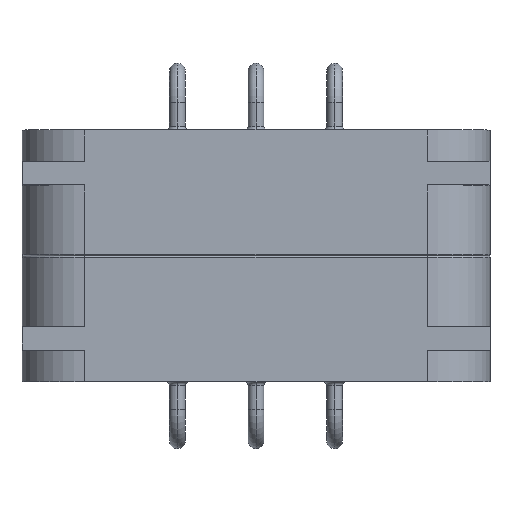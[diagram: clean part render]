
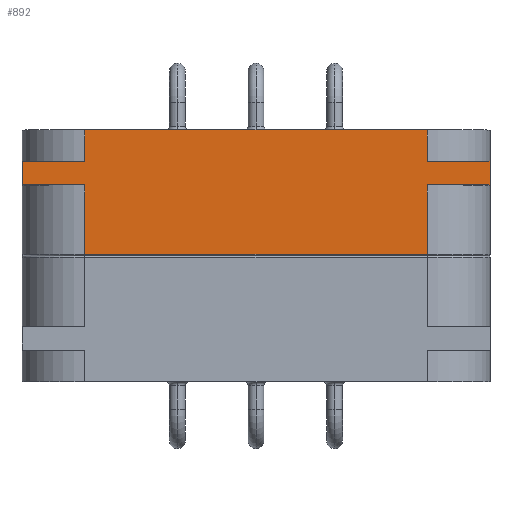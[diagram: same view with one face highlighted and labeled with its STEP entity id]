
A CAD part, top view. The second image highlights one B-rep face of the part: STEP entity #892.
In plain terms, the highlighted planar face has unit normal (0, 0, 1).
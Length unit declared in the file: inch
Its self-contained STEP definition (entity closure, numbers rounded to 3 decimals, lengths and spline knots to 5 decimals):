
#120 = FACE_OUTER_BOUND ( 'NONE', #4660, .T. ) ;
#199 = EDGE_CURVE ( 'NONE', #3504, #3609, #5617, .T. ) ;
#213 = CARTESIAN_POINT ( 'NONE',  ( 0.2175, 0.09, 0.08 ) ) ;
#266 = DIRECTION ( 'NONE',  ( 1., 0., 0. ) ) ;
#297 = VECTOR ( 'NONE', #4123, 39.37008 ) ;
#305 = LINE ( 'NONE', #4254, #4396 ) ;
#329 = EDGE_CURVE ( 'NONE', #5217, #5084, #5764, .T. ) ;
#508 = DIRECTION ( 'NONE',  ( 1., 0., 0. ) ) ;
#512 = VERTEX_POINT ( 'NONE', #6406 ) ;
#550 = VECTOR ( 'NONE', #2565, 39.37008 ) ;
#652 = VERTEX_POINT ( 'NONE', #4536 ) ;
#689 = CARTESIAN_POINT ( 'NONE',  ( 0.2175, 0.12, 0.08 ) ) ;
#819 = CARTESIAN_POINT ( 'NONE',  ( -0.2175, 0.09, 0.08 ) ) ;
#834 = ORIENTED_EDGE ( 'NONE', *, *, #329, .F. ) ;
#892 = ADVANCED_FACE ( 'NONE', ( #120 ), #4800, .F. ) ;
#922 = VERTEX_POINT ( 'NONE', #689 ) ;
#961 = ORIENTED_EDGE ( 'NONE', *, *, #5915, .T. ) ;
#1036 = VECTOR ( 'NONE', #4772, 39.37008 ) ;
#1046 = CARTESIAN_POINT ( 'NONE',  ( 0.2975, 0.12, 0.08 ) ) ;
#1065 = VECTOR ( 'NONE', #4031, 39.37008 ) ;
#1082 = ORIENTED_EDGE ( 'NONE', *, *, #5584, .T. ) ;
#1260 = VECTOR ( 'NONE', #508, 39.37008 ) ;
#1274 = CARTESIAN_POINT ( 'NONE',  ( -0.2175, 0.002, 0.08 ) ) ;
#1418 = CARTESIAN_POINT ( 'NONE',  ( -0.2175, 0.09, 0.08 ) ) ;
#1438 = VERTEX_POINT ( 'NONE', #3220 ) ;
#1449 = CARTESIAN_POINT ( 'NONE',  ( 0.2175, 0.16, 0.08 ) ) ;
#1488 = CARTESIAN_POINT ( 'NONE',  ( 0.2175, 0.09, 0.08 ) ) ;
#1638 = LINE ( 'NONE', #3645, #297 ) ;
#1960 = CARTESIAN_POINT ( 'NONE',  ( 0.2175, 0.16, 0.08 ) ) ;
#1992 = ORIENTED_EDGE ( 'NONE', *, *, #4499, .F. ) ;
#2016 = EDGE_CURVE ( 'NONE', #922, #2920, #2961, .T. ) ;
#2019 = VECTOR ( 'NONE', #6167, 39.37008 ) ;
#2520 = LINE ( 'NONE', #2562, #3125 ) ;
#2542 = CARTESIAN_POINT ( 'NONE',  ( -0.2175, 0.16, 0.08 ) ) ;
#2562 = CARTESIAN_POINT ( 'NONE',  ( -0.2975, 0.12, 0.08 ) ) ;
#2565 = DIRECTION ( 'NONE',  ( 0., -1., 0. ) ) ;
#2583 = AXIS2_PLACEMENT_3D ( 'NONE', #5760, #2793, #6243 ) ;
#2591 = LINE ( 'NONE', #3454, #1260 ) ;
#2665 = CARTESIAN_POINT ( 'NONE',  ( -0.2175, 0.12, 0.08 ) ) ;
#2793 = DIRECTION ( 'NONE',  ( 0., 0., -1. ) ) ;
#2817 = CARTESIAN_POINT ( 'NONE',  ( -0.2975, 0.12, 0.08 ) ) ;
#2920 = VERTEX_POINT ( 'NONE', #1046 ) ;
#2961 = LINE ( 'NONE', #2817, #1036 ) ;
#2971 = VECTOR ( 'NONE', #5249, 39.37008 ) ;
#3125 = VECTOR ( 'NONE', #6000, 39.37008 ) ;
#3160 = EDGE_CURVE ( 'NONE', #3348, #3240, #305, .T. ) ;
#3220 = CARTESIAN_POINT ( 'NONE',  ( 0.2975, 0.09, 0.08 ) ) ;
#3240 = VERTEX_POINT ( 'NONE', #1418 ) ;
#3300 = ORIENTED_EDGE ( 'NONE', *, *, #3487, .T. ) ;
#3348 = VERTEX_POINT ( 'NONE', #5370 ) ;
#3445 = CARTESIAN_POINT ( 'NONE',  ( -0.2975, 0.12, 0.08 ) ) ;
#3454 = CARTESIAN_POINT ( 'NONE',  ( -0.2975, 0.09, 0.08 ) ) ;
#3487 = EDGE_CURVE ( 'NONE', #3504, #5084, #6331, .T. ) ;
#3503 = VECTOR ( 'NONE', #5324, 39.37008 ) ;
#3504 = VERTEX_POINT ( 'NONE', #2542 ) ;
#3507 = CARTESIAN_POINT ( 'NONE',  ( -0.2175, 0.16, 0.08 ) ) ;
#3512 = LINE ( 'NONE', #1274, #2971 ) ;
#3609 = VERTEX_POINT ( 'NONE', #1960 ) ;
#3645 = CARTESIAN_POINT ( 'NONE',  ( 0.2975, 0.12, 0.08 ) ) ;
#3663 = ORIENTED_EDGE ( 'NONE', *, *, #3160, .T. ) ;
#3905 = ORIENTED_EDGE ( 'NONE', *, *, #199, .F. ) ;
#4031 = DIRECTION ( 'NONE',  ( 1., 0., 0. ) ) ;
#4123 = DIRECTION ( 'NONE',  ( 0., -1., 0. ) ) ;
#4139 = VERTEX_POINT ( 'NONE', #1488 ) ;
#4254 = CARTESIAN_POINT ( 'NONE',  ( -0.2975, 0.09, 0.08 ) ) ;
#4290 = ORIENTED_EDGE ( 'NONE', *, *, #4456, .F. ) ;
#4347 = LINE ( 'NONE', #1449, #4819 ) ;
#4396 = VECTOR ( 'NONE', #266, 39.37008 ) ;
#4456 = EDGE_CURVE ( 'NONE', #2920, #1438, #1638, .T. ) ;
#4499 = EDGE_CURVE ( 'NONE', #4139, #652, #5944, .T. ) ;
#4501 = ORIENTED_EDGE ( 'NONE', *, *, #5255, .F. ) ;
#4536 = CARTESIAN_POINT ( 'NONE',  ( 0.2175, 0.002, 0.08 ) ) ;
#4660 = EDGE_LOOP ( 'NONE', ( #1082, #6234, #1992, #6237, #4290, #5169, #4501, #3905, #3300, #834, #961, #3663 ) ) ;
#4772 = DIRECTION ( 'NONE',  ( 1., 0., 0. ) ) ;
#4800 = PLANE ( 'NONE',  #2583 ) ;
#4819 = VECTOR ( 'NONE', #6317, 39.37008 ) ;
#4875 = CARTESIAN_POINT ( 'NONE',  ( -0.2175, 0.16, 0.08 ) ) ;
#4994 = VECTOR ( 'NONE', #6338, 39.37008 ) ;
#5084 = VERTEX_POINT ( 'NONE', #2665 ) ;
#5093 = EDGE_CURVE ( 'NONE', #512, #652, #3512, .T. ) ;
#5169 = ORIENTED_EDGE ( 'NONE', *, *, #2016, .F. ) ;
#5217 = VERTEX_POINT ( 'NONE', #5818 ) ;
#5249 = DIRECTION ( 'NONE',  ( 1., 0., 0. ) ) ;
#5255 = EDGE_CURVE ( 'NONE', #3609, #922, #4347, .T. ) ;
#5324 = DIRECTION ( 'NONE',  ( 0., -1., 0. ) ) ;
#5370 = CARTESIAN_POINT ( 'NONE',  ( -0.2975, 0.09, 0.08 ) ) ;
#5584 = EDGE_CURVE ( 'NONE', #3240, #512, #6213, .T. ) ;
#5617 = LINE ( 'NONE', #4875, #1065 ) ;
#5760 = CARTESIAN_POINT ( 'NONE',  ( -0.2175, 0.09, 0.08 ) ) ;
#5764 = LINE ( 'NONE', #3445, #4994 ) ;
#5818 = CARTESIAN_POINT ( 'NONE',  ( -0.2975, 0.12, 0.08 ) ) ;
#5915 = EDGE_CURVE ( 'NONE', #5217, #3348, #2520, .T. ) ;
#5944 = LINE ( 'NONE', #213, #2019 ) ;
#6000 = DIRECTION ( 'NONE',  ( 0., -1., 0. ) ) ;
#6167 = DIRECTION ( 'NONE',  ( 0., -1., 0. ) ) ;
#6213 = LINE ( 'NONE', #819, #3503 ) ;
#6234 = ORIENTED_EDGE ( 'NONE', *, *, #5093, .T. ) ;
#6237 = ORIENTED_EDGE ( 'NONE', *, *, #6253, .T. ) ;
#6243 = DIRECTION ( 'NONE',  ( -1., 0., 0. ) ) ;
#6253 = EDGE_CURVE ( 'NONE', #4139, #1438, #2591, .T. ) ;
#6317 = DIRECTION ( 'NONE',  ( 0., -1., 0. ) ) ;
#6331 = LINE ( 'NONE', #3507, #550 ) ;
#6338 = DIRECTION ( 'NONE',  ( 1., 0., 0. ) ) ;
#6406 = CARTESIAN_POINT ( 'NONE',  ( -0.2175, 0.002, 0.08 ) ) ;
